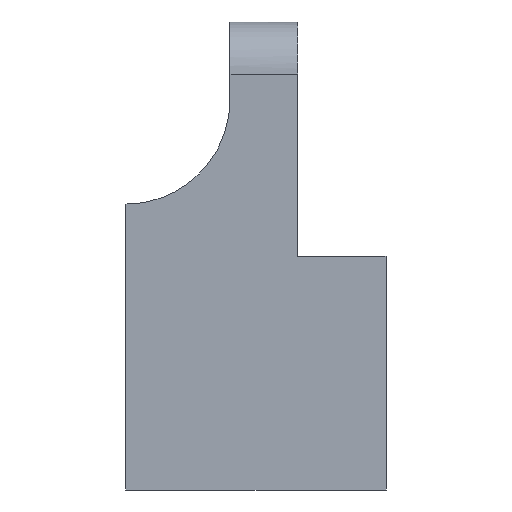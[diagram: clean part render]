
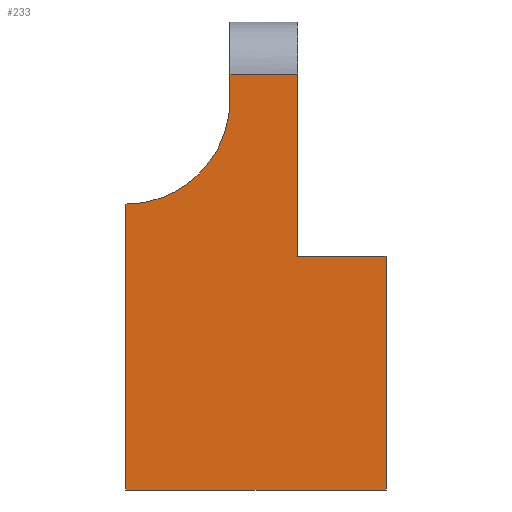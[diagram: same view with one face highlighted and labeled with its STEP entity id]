
A CAD part, left-side view. The second image highlights one B-rep face of the part: STEP entity #233.
In plain terms, the highlighted free-form (B-spline) face has degree [1, 1] with [2, 2] control points.
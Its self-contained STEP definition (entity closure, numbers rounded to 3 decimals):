
#129 = VERTEX_POINT('',#130);
#130 = CARTESIAN_POINT('',(-26.933,53.865,
    -48.479));
#135 = EDGE_CURVE('',#129,#136,#138,.T.);
#136 = VERTEX_POINT('',#137);
#137 = CARTESIAN_POINT('',(-26.933,53.865,
    10.773));
#138 = B_SPLINE_CURVE_WITH_KNOTS('',1,(#139,#140),.UNSPECIFIED.,.F.,.F.,
  (2,2),(0.,55.),.PIECEWISE_BEZIER_KNOTS.);
#139 = CARTESIAN_POINT('',(-26.933,53.865,
    -48.479));
#140 = CARTESIAN_POINT('',(-26.933,53.865,
    10.773));
#233 = ADVANCED_FACE('',(#234),#285,.F.);
#234 = FACE_BOUND('',#235,.T.);
#235 = EDGE_LOOP('',(#236,#245,#252,#259,#265,#266,#273,#280));
#236 = ORIENTED_EDGE('',*,*,#237,.F.);
#237 = EDGE_CURVE('',#238,#240,#242,.T.);
#238 = VERTEX_POINT('',#239);
#239 = CARTESIAN_POINT('',(-26.933,18.314,37.706
    ));
#240 = VERTEX_POINT('',#241);
#241 = CARTESIAN_POINT('',(-26.933,18.314,
    0.));
#242 = B_SPLINE_CURVE_WITH_KNOTS('',1,(#243,#244),.UNSPECIFIED.,.F.,.F.,
  (2,2),(-35.,0.),.PIECEWISE_BEZIER_KNOTS.);
#243 = CARTESIAN_POINT('',(-26.933,18.314,37.706
    ));
#244 = CARTESIAN_POINT('',(-26.933,18.314,
    0.));
#245 = ORIENTED_EDGE('',*,*,#246,.T.);
#246 = EDGE_CURVE('',#238,#247,#249,.T.);
#247 = VERTEX_POINT('',#248);
#248 = CARTESIAN_POINT('',(-26.933,32.319,
    37.706));
#249 = B_SPLINE_CURVE_WITH_KNOTS('',1,(#250,#251),.UNSPECIFIED.,.F.,.F.,
  (2,2),(-33.,-20.),.PIECEWISE_BEZIER_KNOTS.);
#250 = CARTESIAN_POINT('',(-26.933,18.314,37.706
    ));
#251 = CARTESIAN_POINT('',(-26.933,32.319,
    37.706));
#252 = ORIENTED_EDGE('',*,*,#253,.T.);
#253 = EDGE_CURVE('',#247,#254,#256,.T.);
#254 = VERTEX_POINT('',#255);
#255 = CARTESIAN_POINT('',(-26.933,32.319,
    32.319));
#256 = B_SPLINE_CURVE_WITH_KNOTS('',1,(#257,#258),.UNSPECIFIED.,.F.,.F.,
  (2,2),(10.,15.),.PIECEWISE_BEZIER_KNOTS.);
#257 = CARTESIAN_POINT('',(-26.933,32.319,
    37.706));
#258 = CARTESIAN_POINT('',(-26.933,32.319,
    32.319));
#259 = ORIENTED_EDGE('',*,*,#260,.T.);
#260 = EDGE_CURVE('',#254,#136,#261,.T.);
#261 = ( BOUNDED_CURVE() B_SPLINE_CURVE(2,(#262,#263,#264),
.UNSPECIFIED.,.F.,.F.) B_SPLINE_CURVE_WITH_KNOTS((3,3),(4.712,
6.283),.PIECEWISE_BEZIER_KNOTS.) CURVE() 
GEOMETRIC_REPRESENTATION_ITEM() RATIONAL_B_SPLINE_CURVE((1.,
0.707,1.)) REPRESENTATION_ITEM('') );
#262 = CARTESIAN_POINT('',(-26.933,32.319,
    32.319));
#263 = CARTESIAN_POINT('',(-26.933,32.319,
    10.773));
#264 = CARTESIAN_POINT('',(-26.933,53.865,
    10.773));
#265 = ORIENTED_EDGE('',*,*,#135,.F.);
#266 = ORIENTED_EDGE('',*,*,#267,.T.);
#267 = EDGE_CURVE('',#129,#268,#270,.T.);
#268 = VERTEX_POINT('',#269);
#269 = CARTESIAN_POINT('',(-26.933,0.,-48.479));
#270 = B_SPLINE_CURVE_WITH_KNOTS('',1,(#271,#272),.UNSPECIFIED.,.F.,.F.,
  (2,2),(-0.,50.),.PIECEWISE_BEZIER_KNOTS.);
#271 = CARTESIAN_POINT('',(-26.933,53.865,
    -48.479));
#272 = CARTESIAN_POINT('',(-26.933,0.,-48.479));
#273 = ORIENTED_EDGE('',*,*,#274,.T.);
#274 = EDGE_CURVE('',#268,#275,#277,.T.);
#275 = VERTEX_POINT('',#276);
#276 = CARTESIAN_POINT('',(-26.933,0.,0.));
#277 = B_SPLINE_CURVE_WITH_KNOTS('',1,(#278,#279),.UNSPECIFIED.,.F.,.F.,
  (2,2),(0.,45.),.PIECEWISE_BEZIER_KNOTS.);
#278 = CARTESIAN_POINT('',(-26.933,0.,-48.479));
#279 = CARTESIAN_POINT('',(-26.933,0.,0.));
#280 = ORIENTED_EDGE('',*,*,#281,.T.);
#281 = EDGE_CURVE('',#275,#240,#282,.T.);
#282 = B_SPLINE_CURVE_WITH_KNOTS('',1,(#283,#284),.UNSPECIFIED.,.F.,.F.,
  (2,2),(0.,17.),.PIECEWISE_BEZIER_KNOTS.);
#283 = CARTESIAN_POINT('',(-26.933,0.,0.));
#284 = CARTESIAN_POINT('',(-26.933,18.314,0.));
#285 = B_SPLINE_SURFACE_WITH_KNOTS('',1,1,(
    (#286,#287)
    ,(#288,#289)),.UNSPECIFIED.,.F.,.F.,.F.,(2,2),(2,2),(-80.,0.),(-50.,
    0.),.PIECEWISE_BEZIER_KNOTS.);
#286 = CARTESIAN_POINT('',(-26.933,0.,37.706));
#287 = CARTESIAN_POINT('',(-26.933,53.865,
    37.706));
#288 = CARTESIAN_POINT('',(-26.933,0.,-48.479));
#289 = CARTESIAN_POINT('',(-26.933,53.865,
    -48.479));
